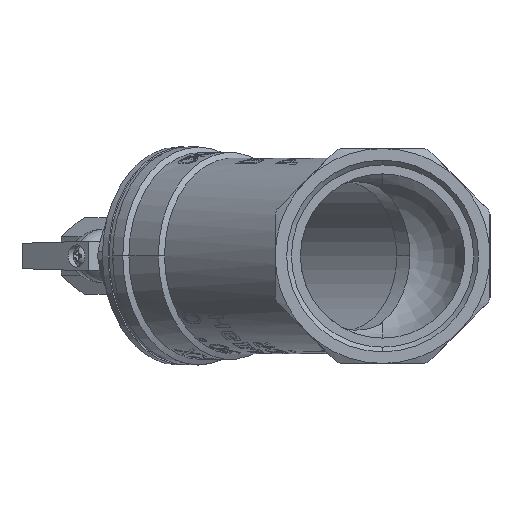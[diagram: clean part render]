
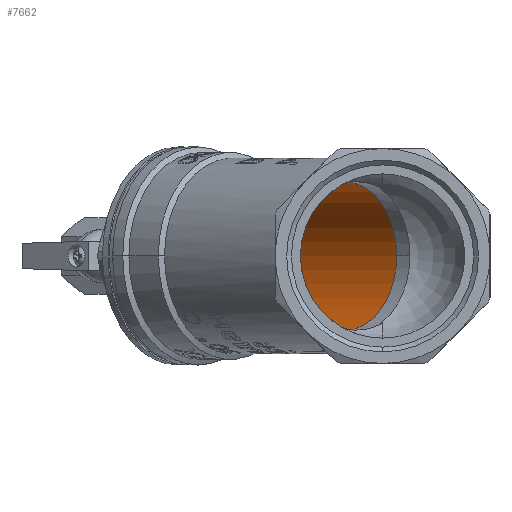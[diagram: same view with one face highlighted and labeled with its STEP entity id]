
A CAD part, left-side view. The second image highlights one B-rep face of the part: STEP entity #7662.
In plain terms, the highlighted cylindrical face has radius 26.3 mm (diameter 52.6 mm), a partial arc.
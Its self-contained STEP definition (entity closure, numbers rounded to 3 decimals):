
#7053 = AXIS2_PLACEMENT_3D ( 'NONE', #61019, #60924, #61090 ) ;
#7662 = ADVANCED_FACE ( 'NONE', ( #39947 ), #69869, .F. ) ;
#10414 = LINE ( 'NONE', #13528, #26506 ) ;
#10852 = EDGE_CURVE ( 'NONE', #13696, #74265, #39808, .T. ) ;
#11784 = ORIENTED_EDGE ( 'NONE', *, *, #50751, .T. ) ;
#12617 = CARTESIAN_POINT ( 'NONE',  ( 0., 68., 0. ) ) ;
#13271 = LINE ( 'NONE', #29534, #29357 ) ;
#13528 = CARTESIAN_POINT ( 'NONE',  ( 0., 68., 26.3 ) ) ;
#13696 = VERTEX_POINT ( 'NONE', #38555 ) ;
#14624 = ORIENTED_EDGE ( 'NONE', *, *, #52670, .T. ) ;
#15606 = ORIENTED_EDGE ( 'NONE', *, *, #10852, .F. ) ;
#17805 = CARTESIAN_POINT ( 'NONE',  ( 0., 0., 0. ) ) ;
#18651 = DIRECTION ( 'NONE',  ( 0., 0., 1. ) ) ;
#20527 = CARTESIAN_POINT ( 'NONE',  ( 0., 68., -26.3 ) ) ;
#22101 = AXIS2_PLACEMENT_3D ( 'NONE', #12617, #54664, #18651 ) ;
#23868 = DIRECTION ( 'NONE',  ( 0., 0., 1. ) ) ;
#26506 = VECTOR ( 'NONE', #49564, 1000. ) ;
#26555 = CIRCLE ( 'NONE', #22101, 26.3 ) ;
#29357 = VECTOR ( 'NONE', #56011, 1000. ) ;
#29534 = CARTESIAN_POINT ( 'NONE',  ( 0., 68., -26.3 ) ) ;
#35374 = CARTESIAN_POINT ( 'NONE',  ( 0., 68., 26.3 ) ) ;
#37290 = CARTESIAN_POINT ( 'NONE',  ( 0., 0., -26.3 ) ) ;
#38555 = CARTESIAN_POINT ( 'NONE',  ( 0., 0., 26.3 ) ) ;
#39808 = CIRCLE ( 'NONE', #69511, 26.3 ) ;
#39947 = FACE_OUTER_BOUND ( 'NONE', #63693, .T. ) ;
#44013 = VERTEX_POINT ( 'NONE', #35374 ) ;
#44231 = VERTEX_POINT ( 'NONE', #20527 ) ;
#49564 = DIRECTION ( 'NONE',  ( 0., -1., 0. ) ) ;
#50751 = EDGE_CURVE ( 'NONE', #44013, #44231, #26555, .T. ) ;
#52670 = EDGE_CURVE ( 'NONE', #44231, #74265, #13271, .T. ) ;
#54664 = DIRECTION ( 'NONE',  ( 0., 1., 0. ) ) ;
#56011 = DIRECTION ( 'NONE',  ( 0., -1., 0. ) ) ;
#59196 = EDGE_CURVE ( 'NONE', #44013, #13696, #10414, .T. ) ;
#59834 = DIRECTION ( 'NONE',  ( 0., 1., 0. ) ) ;
#60924 = DIRECTION ( 'NONE',  ( 0., -1., 0. ) ) ;
#61019 = CARTESIAN_POINT ( 'NONE',  ( 0., 68., 0. ) ) ;
#61090 = DIRECTION ( 'NONE',  ( 0., 0., -1. ) ) ;
#63693 = EDGE_LOOP ( 'NONE', ( #66291, #11784, #14624, #15606 ) ) ;
#66291 = ORIENTED_EDGE ( 'NONE', *, *, #59196, .F. ) ;
#69511 = AXIS2_PLACEMENT_3D ( 'NONE', #17805, #59834, #23868 ) ;
#69869 = CYLINDRICAL_SURFACE ( 'NONE', #7053, 26.3 ) ;
#74265 = VERTEX_POINT ( 'NONE', #37290 ) ;
